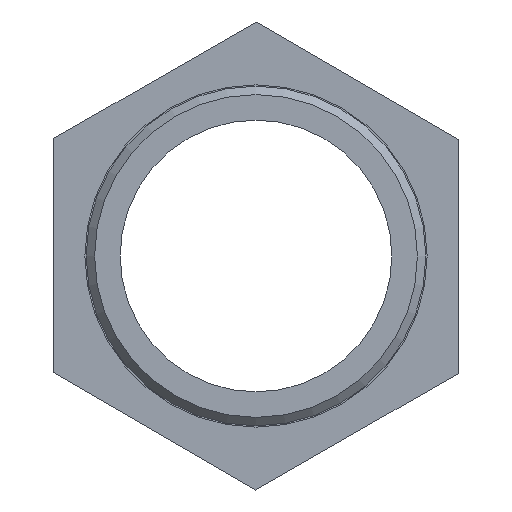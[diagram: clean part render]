
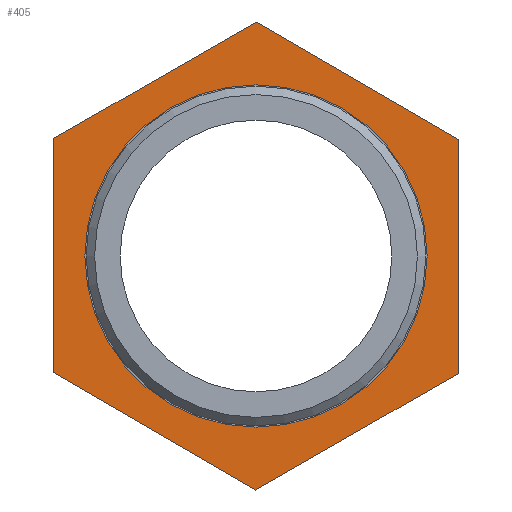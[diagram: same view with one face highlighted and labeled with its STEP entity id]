
A CAD part, left-side view. The second image highlights one B-rep face of the part: STEP entity #405.
In plain terms, the highlighted planar face has unit normal (-1, 0, 0).
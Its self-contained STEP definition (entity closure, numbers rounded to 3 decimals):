
#28=FACE_BOUND('',#103,.T.);
#43=CIRCLE('',#442,21.113);
#68=FACE_OUTER_BOUND('',#102,.T.);
#102=EDGE_LOOP('',(#334,#335,#336,#337,#338,#339));
#103=EDGE_LOOP('',(#340));
#116=LINE('',#573,#152);
#119=LINE('',#579,#155);
#122=LINE('',#585,#158);
#126=LINE('',#594,#162);
#129=LINE('',#598,#165);
#131=LINE('',#601,#167);
#152=VECTOR('',#457,28.868);
#155=VECTOR('',#462,28.868);
#158=VECTOR('',#467,28.868);
#162=VECTOR('',#473,28.868);
#165=VECTOR('',#478,28.868);
#167=VECTOR('',#482,28.868);
#188=VERTEX_POINT('',#570);
#189=VERTEX_POINT('',#572);
#191=VERTEX_POINT('',#578);
#193=VERTEX_POINT('',#584);
#196=VERTEX_POINT('',#591);
#197=VERTEX_POINT('',#593);
#219=VERTEX_POINT('',#664);
#224=EDGE_CURVE('',#188,#189,#116,.T.);
#227=EDGE_CURVE('',#189,#191,#119,.T.);
#230=EDGE_CURVE('',#191,#193,#122,.T.);
#234=EDGE_CURVE('',#196,#197,#126,.T.);
#237=EDGE_CURVE('',#197,#188,#129,.T.);
#239=EDGE_CURVE('',#193,#196,#131,.T.);
#267=EDGE_CURVE('',#219,#219,#43,.T.);
#334=ORIENTED_EDGE('',*,*,#234,.F.);
#335=ORIENTED_EDGE('',*,*,#239,.F.);
#336=ORIENTED_EDGE('',*,*,#230,.F.);
#337=ORIENTED_EDGE('',*,*,#227,.F.);
#338=ORIENTED_EDGE('',*,*,#224,.F.);
#339=ORIENTED_EDGE('',*,*,#237,.F.);
#340=ORIENTED_EDGE('',*,*,#267,.T.);
#381=PLANE('',#443);
#405=ADVANCED_FACE('',(#68,#28),#381,.T.);
#442=AXIS2_PLACEMENT_3D('',#665,#547,#548);
#443=AXIS2_PLACEMENT_3D('',#666,#549,#550);
#457=DIRECTION('',(0.,-0.865,-0.503));
#462=DIRECTION('',(0.,0.003,-1.));
#467=DIRECTION('',(0.,0.867,-0.497));
#473=DIRECTION('',(0.,-0.003,1.));
#478=DIRECTION('',(0.,-0.867,0.497));
#482=DIRECTION('',(0.,0.865,0.503));
#547=DIRECTION('center_axis',(1.,0.,0.));
#548=DIRECTION('ref_axis',(0.,0.,-1.));
#549=DIRECTION('center_axis',(-1.,0.,0.));
#550=DIRECTION('ref_axis',(0.,0.,1.));
#570=CARTESIAN_POINT('',(0.,-0.084,28.867));
#572=CARTESIAN_POINT('',(0.,-25.042,14.361));
#573=CARTESIAN_POINT('',(0.,-18.803,17.987));
#578=CARTESIAN_POINT('',(0.,-24.958,-14.507));
#579=CARTESIAN_POINT('',(0.,-24.979,-7.29));
#584=CARTESIAN_POINT('',(0.,0.084,-28.867));
#585=CARTESIAN_POINT('',(0.,-6.176,-25.277));
#591=CARTESIAN_POINT('',(0.,25.042,-14.361));
#593=CARTESIAN_POINT('',(0.,24.958,14.507));
#594=CARTESIAN_POINT('',(0.,24.979,7.29));
#598=CARTESIAN_POINT('',(0.,6.176,25.277));
#601=CARTESIAN_POINT('',(0.,18.803,-17.987));
#664=CARTESIAN_POINT('',(0.,21.113,0.));
#665=CARTESIAN_POINT('Origin',(0.,0.,0.));
#666=CARTESIAN_POINT('Origin',(0.,25.,0.));
